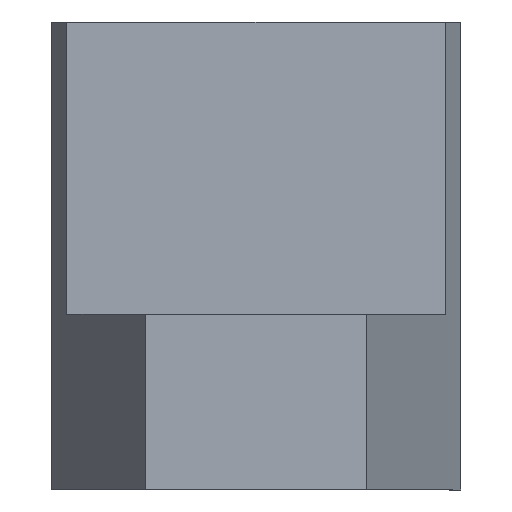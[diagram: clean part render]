
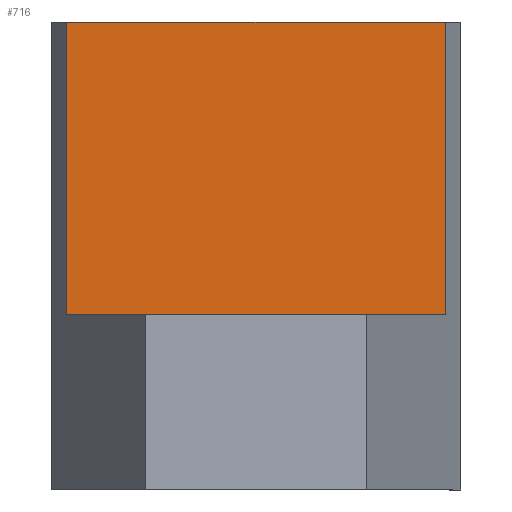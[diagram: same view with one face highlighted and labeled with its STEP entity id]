
A CAD part, left-side view. The second image highlights one B-rep face of the part: STEP entity #716.
In plain terms, the highlighted planar face has unit normal (-1, 0, 0).
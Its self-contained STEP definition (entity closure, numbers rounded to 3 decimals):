
#31 = DIRECTION ( 'NONE',  ( 0., -1., 0. ) ) ;
#47 = VECTOR ( 'NONE', #164, 1000. ) ;
#50 = LINE ( 'NONE', #437, #315 ) ;
#88 = VERTEX_POINT ( 'NONE', #671 ) ;
#97 = LINE ( 'NONE', #250, #47 ) ;
#106 = PLANE ( 'NONE',  #731 ) ;
#110 = DIRECTION ( 'NONE',  ( 1., 0., 0. ) ) ;
#164 = DIRECTION ( 'NONE',  ( 0., 1., 0. ) ) ;
#168 = ORIENTED_EDGE ( 'NONE', *, *, #249, .F. ) ;
#171 = EDGE_LOOP ( 'NONE', ( #627, #168, #539, #693 ) ) ;
#198 = VECTOR ( 'NONE', #648, 1000. ) ;
#249 = EDGE_CURVE ( 'NONE', #1019, #986, #50, .T. ) ;
#250 = CARTESIAN_POINT ( 'NONE',  ( 5., 3.785, 6. ) ) ;
#256 = CARTESIAN_POINT ( 'NONE',  ( 5., -6.464, 16. ) ) ;
#272 = CARTESIAN_POINT ( 'NONE',  ( 5., -6.464, 6. ) ) ;
#315 = VECTOR ( 'NONE', #681, 1000. ) ;
#333 = EDGE_CURVE ( 'NONE', #986, #384, #97, .T. ) ;
#384 = VERTEX_POINT ( 'NONE', #938 ) ;
#414 = DIRECTION ( 'NONE',  ( 0., 1., 0. ) ) ;
#437 = CARTESIAN_POINT ( 'NONE',  ( 5., -6.464, 16. ) ) ;
#444 = CARTESIAN_POINT ( 'NONE',  ( 5., -6.464, 16. ) ) ;
#449 = CARTESIAN_POINT ( 'NONE',  ( 5., -6.464, 16. ) ) ;
#488 = LINE ( 'NONE', #889, #198 ) ;
#501 = EDGE_CURVE ( 'NONE', #88, #384, #488, .T. ) ;
#519 = LINE ( 'NONE', #444, #811 ) ;
#539 = ORIENTED_EDGE ( 'NONE', *, *, #927, .F. ) ;
#627 = ORIENTED_EDGE ( 'NONE', *, *, #333, .F. ) ;
#648 = DIRECTION ( 'NONE',  ( 0., 0., -1. ) ) ;
#671 = CARTESIAN_POINT ( 'NONE',  ( 5., 6.464, 16. ) ) ;
#681 = DIRECTION ( 'NONE',  ( 0., 0., -1. ) ) ;
#693 = ORIENTED_EDGE ( 'NONE', *, *, #501, .T. ) ;
#716 = ADVANCED_FACE ( 'NONE', ( #801 ), #106, .F. ) ;
#731 = AXIS2_PLACEMENT_3D ( 'NONE', #256, #110, #414 ) ;
#801 = FACE_OUTER_BOUND ( 'NONE', #171, .T. ) ;
#811 = VECTOR ( 'NONE', #31, 1000. ) ;
#889 = CARTESIAN_POINT ( 'NONE',  ( 5., 6.464, 16. ) ) ;
#927 = EDGE_CURVE ( 'NONE', #88, #1019, #519, .T. ) ;
#938 = CARTESIAN_POINT ( 'NONE',  ( 5., 6.464, 6. ) ) ;
#986 = VERTEX_POINT ( 'NONE', #272 ) ;
#1019 = VERTEX_POINT ( 'NONE', #449 ) ;
